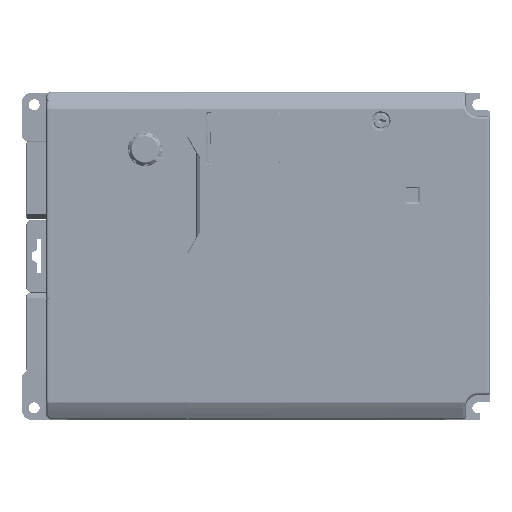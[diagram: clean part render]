
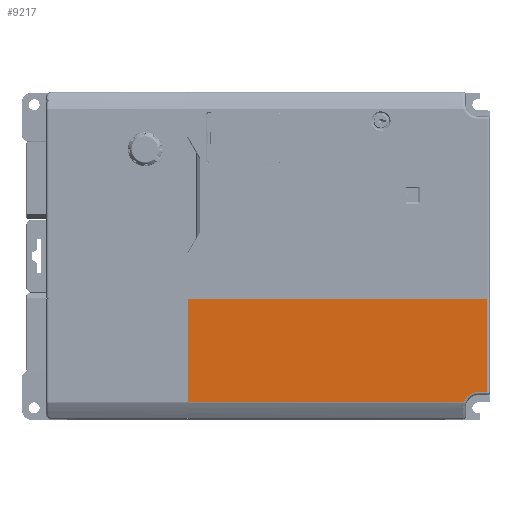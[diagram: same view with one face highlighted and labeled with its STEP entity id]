
A CAD part, top view. The second image highlights one B-rep face of the part: STEP entity #9217.
In plain terms, the highlighted planar face has unit normal (0, 0, 1).
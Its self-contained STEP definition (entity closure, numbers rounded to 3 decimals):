
#2872=PLANE('',#126981);
#9217=ADVANCED_FACE('',(#15093),#2872,.T.);
#15093=FACE_OUTER_BOUND('',#20365,.T.);
#20365=EDGE_LOOP('',(#66638,#66639,#66640,#66641,#66642,#66643,#66644));
#25922=CIRCLE('',#126979,6.152);
#25923=CIRCLE('',#126980,6.152);
#34408=LINE('',#189648,#46521);
#34416=LINE('',#189738,#46529);
#34417=LINE('',#189745,#46530);
#34418=LINE('',#189747,#46531);
#34419=LINE('',#189749,#46532);
#46521=VECTOR('',#148010,1.);
#46529=VECTOR('',#148052,1.);
#46530=VECTOR('',#148061,1.);
#46531=VECTOR('',#148062,1.);
#46532=VECTOR('',#148063,1.);
#66638=ORIENTED_EDGE('',*,*,#108414,.F.);
#66639=ORIENTED_EDGE('',*,*,#108415,.F.);
#66640=ORIENTED_EDGE('',*,*,#108390,.T.);
#66641=ORIENTED_EDGE('',*,*,#108416,.T.);
#66642=ORIENTED_EDGE('',*,*,#108417,.T.);
#66643=ORIENTED_EDGE('',*,*,#108418,.F.);
#66644=ORIENTED_EDGE('',*,*,#108412,.T.);
#91507=VERTEX_POINT('',#189645);
#91508=VERTEX_POINT('',#189649);
#91522=VERTEX_POINT('',#189735);
#91523=VERTEX_POINT('',#189739);
#91524=VERTEX_POINT('',#189743);
#91525=VERTEX_POINT('',#189746);
#91526=VERTEX_POINT('',#189748);
#108390=EDGE_CURVE('',#91508,#91507,#34408,.T.);
#108412=EDGE_CURVE('',#91523,#91522,#34416,.T.);
#108414=EDGE_CURVE('',#91524,#91522,#25922,.T.);
#108415=EDGE_CURVE('',#91508,#91524,#25923,.T.);
#108416=EDGE_CURVE('',#91507,#91525,#34417,.T.);
#108417=EDGE_CURVE('',#91525,#91526,#34418,.T.);
#108418=EDGE_CURVE('',#91523,#91526,#34419,.T.);
#126979=AXIS2_PLACEMENT_3D('',#189742,#148057,#148058);
#126980=AXIS2_PLACEMENT_3D('',#189744,#148059,#148060);
#126981=AXIS2_PLACEMENT_3D('',#189750,#148064,#148065);
#148010=DIRECTION('',(1.,0.,0.));
#148052=DIRECTION('',(1.,0.,0.));
#148057=DIRECTION('',(0.,0.,1.));
#148058=DIRECTION('',(-0.706,0.708,0.));
#148059=DIRECTION('',(0.,0.,1.));
#148060=DIRECTION('',(0.,1.,0.));
#148061=DIRECTION('',(0.,1.,0.));
#148062=DIRECTION('',(-1.,0.,0.));
#148063=DIRECTION('',(0.,1.,0.));
#148064=DIRECTION('',(0.,0.,1.));
#148065=DIRECTION('',(0.,-1.,0.));
#189645=CARTESIAN_POINT('',(80.248,-62.048,68.8));
#189648=CARTESIAN_POINT('',(76.4,-62.048,68.8));
#189649=CARTESIAN_POINT('',(76.4,-62.048,68.8));
#189735=CARTESIAN_POINT('',(70.664,-65.976,68.8));
#189738=CARTESIAN_POINT('',(-43.1,-65.976,68.8));
#189739=CARTESIAN_POINT('',(-43.1,-65.976,68.8));
#189742=CARTESIAN_POINT('',(76.4,-68.2,68.8));
#189743=CARTESIAN_POINT('',(72.054,-63.846,68.8));
#189744=CARTESIAN_POINT('',(76.4,-68.2,68.8));
#189745=CARTESIAN_POINT('',(80.248,-62.048,68.8));
#189746=CARTESIAN_POINT('',(80.248,-23.7,68.8));
#189747=CARTESIAN_POINT('',(80.248,-23.7,68.8));
#189748=CARTESIAN_POINT('',(-43.1,-23.7,68.8));
#189749=CARTESIAN_POINT('',(-43.1,-65.976,68.8));
#189750=CARTESIAN_POINT('',(81.4,-5.7,68.8));
